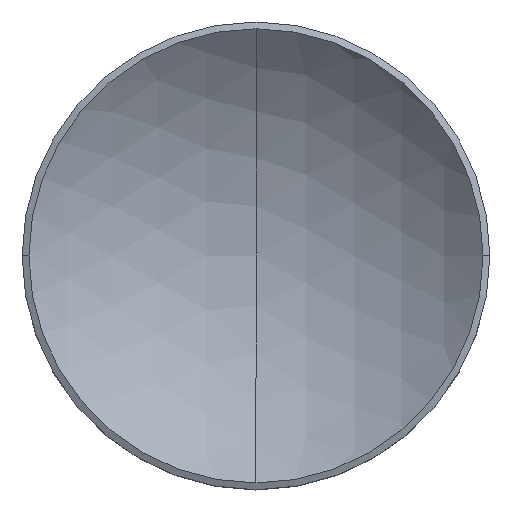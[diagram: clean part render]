
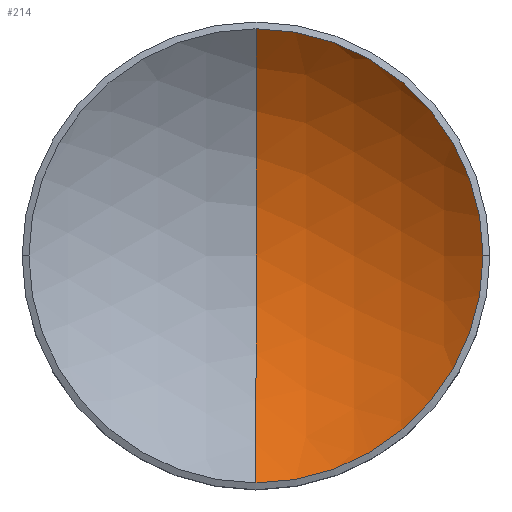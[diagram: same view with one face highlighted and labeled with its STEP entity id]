
A CAD part, top view. The second image highlights one B-rep face of the part: STEP entity #214.
In plain terms, the highlighted spherical face has radius 9.2 mm.
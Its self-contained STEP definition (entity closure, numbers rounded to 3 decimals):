
#4 = CARTESIAN_POINT ( 'NONE',  ( 0., -6.166, 2.186 ) ) ;
#14 = VERTEX_POINT ( 'NONE', #4 ) ;
#15 = EDGE_CURVE ( 'NONE', #14, #303, #317, .T. ) ;
#16 = SPHERICAL_SURFACE ( 'NONE', #113, 9.2 ) ;
#22 = DIRECTION ( 'NONE',  ( 1., 0., 0. ) ) ;
#26 = CARTESIAN_POINT ( 'NONE',  ( 0., 0., 2.186 ) ) ;
#38 = VERTEX_POINT ( 'NONE', #274 ) ;
#42 = CIRCLE ( 'NONE', #179, 9.2 ) ;
#52 = ORIENTED_EDGE ( 'NONE', *, *, #15, .T. ) ;
#56 = CARTESIAN_POINT ( 'NONE',  ( 0., 0., 9.014 ) ) ;
#57 = ORIENTED_EDGE ( 'NONE', *, *, #77, .T. ) ;
#64 = FACE_OUTER_BOUND ( 'NONE', #188, .T. ) ;
#69 = ORIENTED_EDGE ( 'NONE', *, *, #134, .F. ) ;
#70 = VERTEX_POINT ( 'NONE', #273 ) ;
#72 = DIRECTION ( 'NONE',  ( 0., 0., -1. ) ) ;
#74 = DIRECTION ( 'NONE',  ( 0., -1., 0. ) ) ;
#77 = EDGE_CURVE ( 'NONE', #303, #38, #260, .T. ) ;
#81 = AXIS2_PLACEMENT_3D ( 'NONE', #26, #305, #139 ) ;
#85 = DIRECTION ( 'NONE',  ( 0., 0., 1. ) ) ;
#107 = AXIS2_PLACEMENT_3D ( 'NONE', #231, #85, #181 ) ;
#113 = AXIS2_PLACEMENT_3D ( 'NONE', #133, #212, #152 ) ;
#115 = CARTESIAN_POINT ( 'NONE',  ( 6.166, 0., 2.186 ) ) ;
#133 = CARTESIAN_POINT ( 'NONE',  ( 0., 0., 9.014 ) ) ;
#134 = EDGE_CURVE ( 'NONE', #70, #38, #199, .T. ) ;
#139 = DIRECTION ( 'NONE',  ( 1., 0., 0. ) ) ;
#146 = CARTESIAN_POINT ( 'NONE',  ( 0., 0., 9.014 ) ) ;
#152 = DIRECTION ( 'NONE',  ( 0., 1., 0. ) ) ;
#162 = AXIS2_PLACEMENT_3D ( 'NONE', #146, #22, #72 ) ;
#179 = AXIS2_PLACEMENT_3D ( 'NONE', #56, #183, #74 ) ;
#181 = DIRECTION ( 'NONE',  ( 1., 0., 0. ) ) ;
#182 = ORIENTED_EDGE ( 'NONE', *, *, #227, .T. ) ;
#183 = DIRECTION ( 'NONE',  ( -1., 0., 0. ) ) ;
#188 = EDGE_LOOP ( 'NONE', ( #69, #182, #52, #57 ) ) ;
#199 = CIRCLE ( 'NONE', #162, 9.2 ) ;
#212 = DIRECTION ( 'NONE',  ( -1., 0., 0. ) ) ;
#214 = ADVANCED_FACE ( 'NONE', ( #64 ), #16, .F. ) ;
#227 = EDGE_CURVE ( 'NONE', #70, #14, #42, .T. ) ;
#231 = CARTESIAN_POINT ( 'NONE',  ( 0., 0., 2.186 ) ) ;
#260 = CIRCLE ( 'NONE', #107, 6.166 ) ;
#273 = CARTESIAN_POINT ( 'NONE',  ( 0., 0., -0.186 ) ) ;
#274 = CARTESIAN_POINT ( 'NONE',  ( 0., 6.166, 2.186 ) ) ;
#303 = VERTEX_POINT ( 'NONE', #115 ) ;
#305 = DIRECTION ( 'NONE',  ( 0., 0., 1. ) ) ;
#317 = CIRCLE ( 'NONE', #81, 6.166 ) ;
